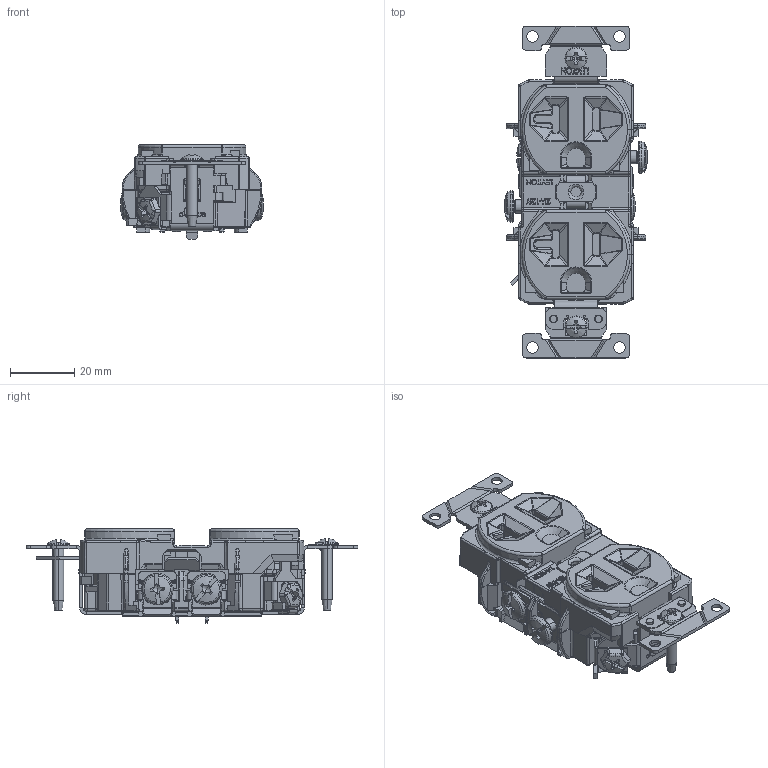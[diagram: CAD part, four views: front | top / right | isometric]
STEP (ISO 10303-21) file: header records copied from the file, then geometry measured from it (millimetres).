
FILE_DESCRIPTION (( 'STEP AP214' ), '1' );
FILE_NAME ('ORC6212-M01.STEP', '2025-03-27T19:08:35', ( '' ), ( '' ), 'SwSTEP 2.0', 'SolidWorks 2024', '' );
FILE_SCHEMA (( 'AUTOMOTIVE_DESIGN' ));
Length unit declared in the file: inch
Products named in the file (1): ORC6212-M01
Bounding box: 44.43 x 103.17 x 29.36 mm (x, y, z)
Volume: 43035.3 mm3; surface area: 37675 mm2
Topology: 22 solids, 29 shells, 6464 faces, 16817 edges, 10707 vertices
Faces by surface type: plane 3745, cylinder 1268, bspline 1022, torus 158, cone 148, sphere 123
Entity records: 232697 total; most frequent: CARTESIAN_POINT 83266, ORIENTED_EDGE 33564, DIRECTION 27269, EDGE_CURVE 16782, VECTOR 10987, LINE 10987, VERTEX_POINT 10707, AXIS2_PLACEMENT_3D 8141
